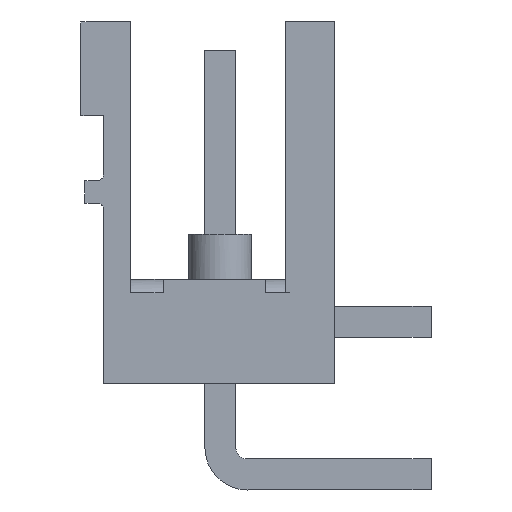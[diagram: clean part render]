
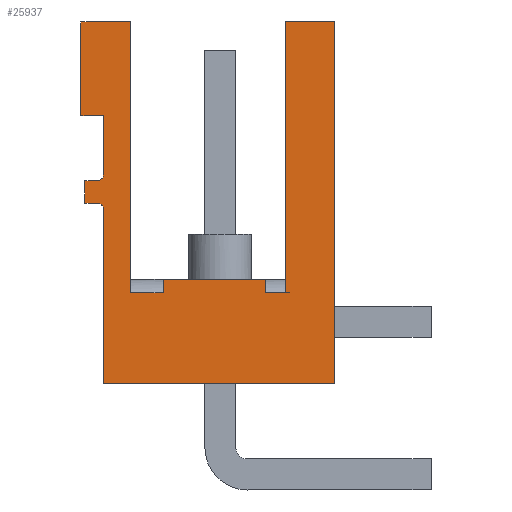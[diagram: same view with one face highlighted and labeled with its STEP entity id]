
A CAD part, left-side view. The second image highlights one B-rep face of the part: STEP entity #25937.
In plain terms, the highlighted planar face has unit normal (-1, 0, 0).
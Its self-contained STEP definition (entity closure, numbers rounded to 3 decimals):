
#25882=AXIS2_PLACEMENT_3D('Plane Axis2P3D',#25879,#25880,#25881) ;
#20805=CARTESIAN_POINT('Vertex',(0.,10.88,0.)) ;
#20808=CARTESIAN_POINT('Line Origine',(0.,10.88,2.89)) ;
#20812=CARTESIAN_POINT('Vertex',(0.,10.88,5.78)) ;
#21285=CARTESIAN_POINT('Vertex',(0.,8.9,3.45)) ;
#21288=CARTESIAN_POINT('Line Origine',(0.,7.2,3.45)) ;
#21292=CARTESIAN_POINT('Vertex',(0.,5.5,3.45)) ;
#21742=CARTESIAN_POINT('Vertex',(0.,9.978,12.)) ;
#21745=CARTESIAN_POINT('Line Origine',(0.,9.978,7.5)) ;
#21749=CARTESIAN_POINT('Vertex',(0.,9.978,3.)) ;
#22005=CARTESIAN_POINT('Vertex',(0.,11.63,12.)) ;
#22008=CARTESIAN_POINT('Line Origine',(0.,10.804,12.)) ;
#22202=CARTESIAN_POINT('Vertex',(0.,11.63,8.88)) ;
#22205=CARTESIAN_POINT('Line Origine',(0.,11.63,10.44)) ;
#22337=CARTESIAN_POINT('Vertex',(0.,10.88,8.88)) ;
#22340=CARTESIAN_POINT('Line Origine',(0.,11.255,8.88)) ;
#22418=CARTESIAN_POINT('Vertex',(0.,10.88,6.93)) ;
#22421=CARTESIAN_POINT('Line Origine',(0.,10.88,7.905)) ;
#22619=CARTESIAN_POINT('Vertex',(0.,11.08,6.73)) ;
#22623=CARTESIAN_POINT('Control Point',(0.,11.08,6.73)) ;
#22624=CARTESIAN_POINT('Control Point',(0.,11.001,6.73)) ;
#22625=CARTESIAN_POINT('Control Point',(0.,10.922,6.772)) ;
#22626=CARTESIAN_POINT('Control Point',(0.,10.88,6.851)) ;
#22627=CARTESIAN_POINT('Control Point',(0.,10.88,6.93)) ;
#22646=CARTESIAN_POINT('Vertex',(0.,11.5,6.73)) ;
#22649=CARTESIAN_POINT('Line Origine',(0.,11.29,6.73)) ;
#22671=CARTESIAN_POINT('Vertex',(0.,11.5,5.98)) ;
#22674=CARTESIAN_POINT('Line Origine',(0.,11.5,6.355)) ;
#22696=CARTESIAN_POINT('Vertex',(0.,11.08,5.98)) ;
#22699=CARTESIAN_POINT('Line Origine',(0.,11.29,5.98)) ;
#22722=CARTESIAN_POINT('Control Point',(0.,10.88,5.78)) ;
#22723=CARTESIAN_POINT('Control Point',(0.,10.88,5.859)) ;
#22724=CARTESIAN_POINT('Control Point',(0.,10.922,5.938)) ;
#22725=CARTESIAN_POINT('Control Point',(0.,11.001,5.98)) ;
#22726=CARTESIAN_POINT('Control Point',(0.,11.08,5.98)) ;
#23041=CARTESIAN_POINT('Vertex',(0.,4.835,12.)) ;
#23044=CARTESIAN_POINT('Line Origine',(0.,4.017,12.)) ;
#23048=CARTESIAN_POINT('Vertex',(0.,3.2,12.)) ;
#23168=CARTESIAN_POINT('Line Origine',(0.,3.2,6.)) ;
#23172=CARTESIAN_POINT('Vertex',(0.,3.2,0.)) ;
#25866=CARTESIAN_POINT('Line Origine',(0.,7.04,0.)) ;
#25879=CARTESIAN_POINT('Axis2P3D Location',(0.,1.7,0.)) ;
#25884=CARTESIAN_POINT('Line Origine',(0.,4.835,7.5)) ;
#25888=CARTESIAN_POINT('Vertex',(0.,4.835,3.)) ;
#25891=CARTESIAN_POINT('Line Origine',(0.,5.167,3.)) ;
#25895=CARTESIAN_POINT('Vertex',(0.,5.5,3.)) ;
#25898=CARTESIAN_POINT('Line Origine',(0.,5.5,3.225)) ;
#25903=CARTESIAN_POINT('Line Origine',(0.,8.9,3.225)) ;
#25907=CARTESIAN_POINT('Vertex',(0.,8.9,3.)) ;
#25910=CARTESIAN_POINT('Line Origine',(0.,9.439,3.)) ;
#20809=DIRECTION('Vector Direction',(0.,0.,1.)) ;
#21289=DIRECTION('Vector Direction',(0.,-1.,0.)) ;
#21746=DIRECTION('Vector Direction',(0.,0.,1.)) ;
#22009=DIRECTION('Vector Direction',(0.,-1.,0.)) ;
#22206=DIRECTION('Vector Direction',(0.,0.,-1.)) ;
#22341=DIRECTION('Vector Direction',(0.,1.,0.)) ;
#22422=DIRECTION('Vector Direction',(0.,0.,1.)) ;
#22650=DIRECTION('Vector Direction',(0.,-1.,0.)) ;
#22675=DIRECTION('Vector Direction',(0.,0.,1.)) ;
#22700=DIRECTION('Vector Direction',(0.,1.,0.)) ;
#23045=DIRECTION('Vector Direction',(0.,-1.,0.)) ;
#23169=DIRECTION('Vector Direction',(0.,0.,1.)) ;
#25867=DIRECTION('Vector Direction',(0.,1.,0.)) ;
#25880=DIRECTION('Axis2P3D Direction',(-1.,0.,0.)) ;
#25881=DIRECTION('Axis2P3D XDirection',(0.,0.,1.)) ;
#25885=DIRECTION('Vector Direction',(0.,0.,1.)) ;
#25892=DIRECTION('Vector Direction',(0.,1.,0.)) ;
#25899=DIRECTION('Vector Direction',(0.,0.,1.)) ;
#25904=DIRECTION('Vector Direction',(0.,0.,1.)) ;
#25911=DIRECTION('Vector Direction',(0.,1.,0.)) ;
#20810=VECTOR('Line Direction',#20809,1.) ;
#21290=VECTOR('Line Direction',#21289,1.) ;
#21747=VECTOR('Line Direction',#21746,1.) ;
#22010=VECTOR('Line Direction',#22009,1.) ;
#22207=VECTOR('Line Direction',#22206,1.) ;
#22342=VECTOR('Line Direction',#22341,1.) ;
#22423=VECTOR('Line Direction',#22422,1.) ;
#22651=VECTOR('Line Direction',#22650,1.) ;
#22676=VECTOR('Line Direction',#22675,1.) ;
#22701=VECTOR('Line Direction',#22700,1.) ;
#23046=VECTOR('Line Direction',#23045,1.) ;
#23170=VECTOR('Line Direction',#23169,1.) ;
#25868=VECTOR('Line Direction',#25867,1.) ;
#25886=VECTOR('Line Direction',#25885,1.) ;
#25893=VECTOR('Line Direction',#25892,1.) ;
#25900=VECTOR('Line Direction',#25899,1.) ;
#25905=VECTOR('Line Direction',#25904,1.) ;
#25912=VECTOR('Line Direction',#25911,1.) ;
#25916=ORIENTED_EDGE('',*,*,#23174,.T.) ;
#25917=ORIENTED_EDGE('',*,*,#23050,.T.) ;
#25918=ORIENTED_EDGE('',*,*,#25890,.T.) ;
#25919=ORIENTED_EDGE('',*,*,#25897,.T.) ;
#25920=ORIENTED_EDGE('',*,*,#25902,.T.) ;
#25921=ORIENTED_EDGE('',*,*,#21294,.T.) ;
#25922=ORIENTED_EDGE('',*,*,#25909,.T.) ;
#25923=ORIENTED_EDGE('',*,*,#25914,.T.) ;
#25924=ORIENTED_EDGE('',*,*,#21751,.T.) ;
#25925=ORIENTED_EDGE('',*,*,#22012,.T.) ;
#25926=ORIENTED_EDGE('',*,*,#22209,.T.) ;
#25927=ORIENTED_EDGE('',*,*,#22344,.T.) ;
#25928=ORIENTED_EDGE('',*,*,#22425,.T.) ;
#25929=ORIENTED_EDGE('',*,*,#22628,.T.) ;
#25930=ORIENTED_EDGE('',*,*,#22653,.T.) ;
#25931=ORIENTED_EDGE('',*,*,#22678,.T.) ;
#25932=ORIENTED_EDGE('',*,*,#22703,.T.) ;
#25933=ORIENTED_EDGE('',*,*,#22727,.T.) ;
#25934=ORIENTED_EDGE('',*,*,#20814,.T.) ;
#25935=ORIENTED_EDGE('',*,*,#25870,.T.) ;
#25937=ADVANCED_FACE('HOUSING',(#25936),#25883,.T.) ;
#22622=B_SPLINE_CURVE_WITH_KNOTS('',4,(#22623,#22624,#22625,#22626,#22627),.UNSPECIFIED.,.F.,.U.,(5,5),(0.,0.337),.UNSPECIFIED.) ;
#22721=B_SPLINE_CURVE_WITH_KNOTS('',4,(#22722,#22723,#22724,#22725,#22726),.UNSPECIFIED.,.F.,.U.,(5,5),(0.,0.337),.UNSPECIFIED.) ;
#20814=EDGE_CURVE('',#20813,#20806,#20811,.F.) ;
#21294=EDGE_CURVE('',#21293,#21286,#21291,.F.) ;
#21751=EDGE_CURVE('',#21750,#21743,#21748,.T.) ;
#22012=EDGE_CURVE('',#21743,#22006,#22011,.F.) ;
#22209=EDGE_CURVE('',#22006,#22203,#22208,.T.) ;
#22344=EDGE_CURVE('',#22203,#22338,#22343,.F.) ;
#22425=EDGE_CURVE('',#22338,#22419,#22424,.F.) ;
#22628=EDGE_CURVE('',#22419,#22620,#22622,.F.) ;
#22653=EDGE_CURVE('',#22620,#22647,#22652,.F.) ;
#22678=EDGE_CURVE('',#22647,#22672,#22677,.F.) ;
#22703=EDGE_CURVE('',#22672,#22697,#22702,.F.) ;
#22727=EDGE_CURVE('',#22697,#20813,#22721,.F.) ;
#23050=EDGE_CURVE('',#23049,#23042,#23047,.F.) ;
#23174=EDGE_CURVE('',#23173,#23049,#23171,.T.) ;
#25870=EDGE_CURVE('',#20806,#23173,#25869,.F.) ;
#25890=EDGE_CURVE('',#23042,#25889,#25887,.F.) ;
#25897=EDGE_CURVE('',#25889,#25896,#25894,.T.) ;
#25902=EDGE_CURVE('',#25896,#21293,#25901,.T.) ;
#25909=EDGE_CURVE('',#21286,#25908,#25906,.F.) ;
#25914=EDGE_CURVE('',#25908,#21750,#25913,.T.) ;
#25915=EDGE_LOOP('',(#25916,#25917,#25918,#25919,#25920,#25921,#25922,#25923,#25924,#25925,#25926,#25927,#25928,#25929,#25930,#25931,#25932,#25933,#25934,#25935)) ;
#25936=FACE_OUTER_BOUND('',#25915,.T.) ;
#20811=LINE('Line',#20808,#20810) ;
#21291=LINE('Line',#21288,#21290) ;
#21748=LINE('Line',#21745,#21747) ;
#22011=LINE('Line',#22008,#22010) ;
#22208=LINE('Line',#22205,#22207) ;
#22343=LINE('Line',#22340,#22342) ;
#22424=LINE('Line',#22421,#22423) ;
#22652=LINE('Line',#22649,#22651) ;
#22677=LINE('Line',#22674,#22676) ;
#22702=LINE('Line',#22699,#22701) ;
#23047=LINE('Line',#23044,#23046) ;
#23171=LINE('Line',#23168,#23170) ;
#25869=LINE('Line',#25866,#25868) ;
#25887=LINE('Line',#25884,#25886) ;
#25894=LINE('Line',#25891,#25893) ;
#25901=LINE('Line',#25898,#25900) ;
#25906=LINE('Line',#25903,#25905) ;
#25913=LINE('Line',#25910,#25912) ;
#25883=PLANE('',#25882) ;
#20806=VERTEX_POINT('',#20805) ;
#20813=VERTEX_POINT('',#20812) ;
#21286=VERTEX_POINT('',#21285) ;
#21293=VERTEX_POINT('',#21292) ;
#21743=VERTEX_POINT('',#21742) ;
#21750=VERTEX_POINT('',#21749) ;
#22006=VERTEX_POINT('',#22005) ;
#22203=VERTEX_POINT('',#22202) ;
#22338=VERTEX_POINT('',#22337) ;
#22419=VERTEX_POINT('',#22418) ;
#22620=VERTEX_POINT('',#22619) ;
#22647=VERTEX_POINT('',#22646) ;
#22672=VERTEX_POINT('',#22671) ;
#22697=VERTEX_POINT('',#22696) ;
#23042=VERTEX_POINT('',#23041) ;
#23049=VERTEX_POINT('',#23048) ;
#23173=VERTEX_POINT('',#23172) ;
#25889=VERTEX_POINT('',#25888) ;
#25896=VERTEX_POINT('',#25895) ;
#25908=VERTEX_POINT('',#25907) ;
